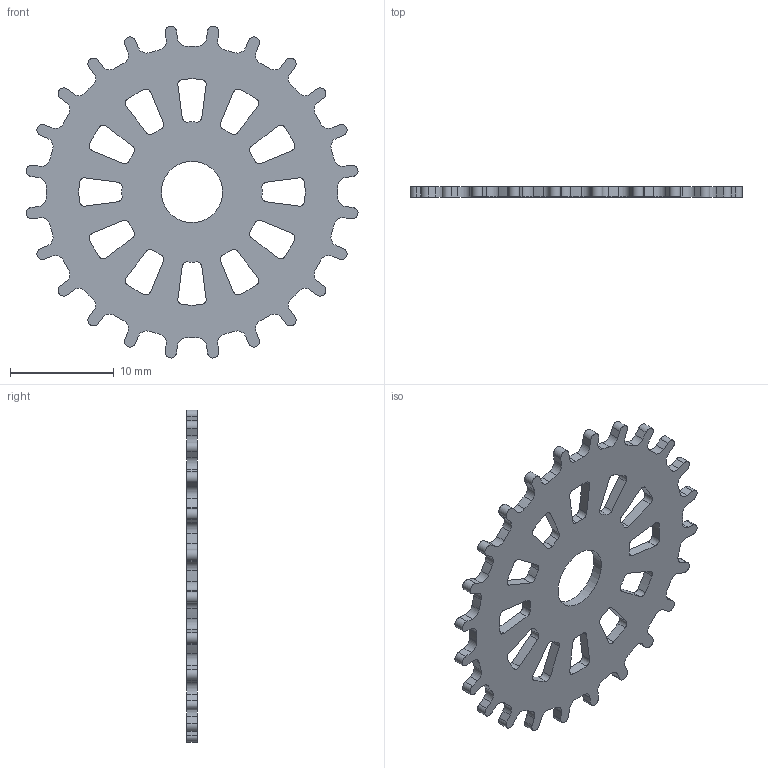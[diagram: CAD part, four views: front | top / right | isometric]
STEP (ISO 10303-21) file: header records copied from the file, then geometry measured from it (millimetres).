
FILE_DESCRIPTION(/* description */ (''),/* implementation_level */ '2;1');
FILE_NAME(/* name */ 'MiniFeedDriveWheel.step',/* time_stamp */ '2021-01-03T23:58:48+01:00',/* author */ ('Joerg Bayer'),/* organization */ ('SG-O'),/* preprocessor_version */ 'na',/* originating_system */ 'na',/* authorisation */ 'CC-BY-4.0 License');
FILE_SCHEMA (('AUTOMOTIVE_DESIGN { 1 0 10303 214 3 1 1 }'));
Length unit declared in the file: millimetre
Products named in the file (1): DriveWheel
Bounding box: 31.97 x 1 x 31.97 mm (x, y, z)
Volume: 537.8 mm3; surface area: 1401.1 mm2
Topology: 1 solids, 1 shells, 243 faces, 723 edges, 482 vertices
Faces by surface type: cylinder 169, plane 74
Full cylindrical faces by diameter (mm): 5.9 x1
Entity records: 8408 total; most frequent: DIRECTION 1549, CARTESIAN_POINT 1449, ORIENTED_EDGE 1446, EDGE_CURVE 723, AXIS2_PLACEMENT_3D 582, VERTEX_POINT 482, LINE 385, VECTOR 385
